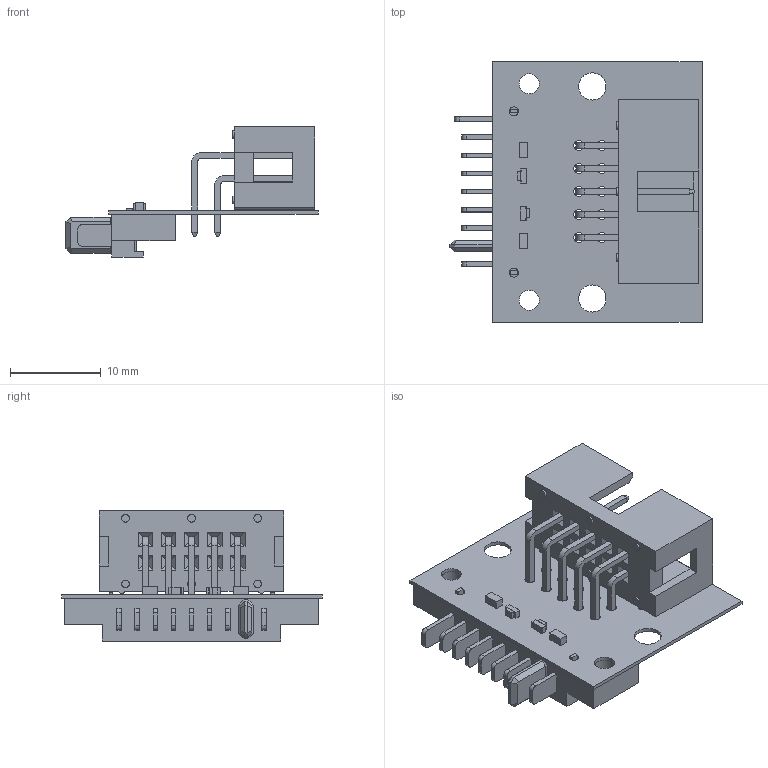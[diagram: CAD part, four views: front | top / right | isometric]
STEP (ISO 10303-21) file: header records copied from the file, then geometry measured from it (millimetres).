
FILE_DESCRIPTION(('Open CASCADE Model'),'2;1');
FILE_NAME('Open CASCADE Shape Model','2020-12-09T11:16:46',('Author'),( 'Open CASCADE'),'Open CASCADE STEP processor 6.8','Open CASCADE 6.8' ,'Unknown');
FILE_SCHEMA(('AUTOMOTIVE_DESIGN { 1 0 10303 214 1 1 1 1 }'));
Length unit declared in the file: millimetre
Products named in the file (1): PCB
Bounding box: 27.81 x 28.7 x 14.35 mm (x, y, z)
Volume: 725.3 mm3; surface area: 3917.9 mm2
Topology: 12 solids, 427 shells, 792 faces, 3060 edges, 2708 vertices
Faces by surface type: plane 679, cylinder 113
Full cylindrical faces by diameter (mm): 0.85 x6, 1 x2, 1.1 x10, 2.2 x2, 3 x2
Entity records: 35517 total; most frequent: CARTESIAN_POINT 6567, DIRECTION 5046, ORIENTED_EDGE 4070, EDGE_CURVE 3060, VERTEX_POINT 2708, LINE 2648, VECTOR 2648, AXIS2_PLACEMENT_3D 1199
